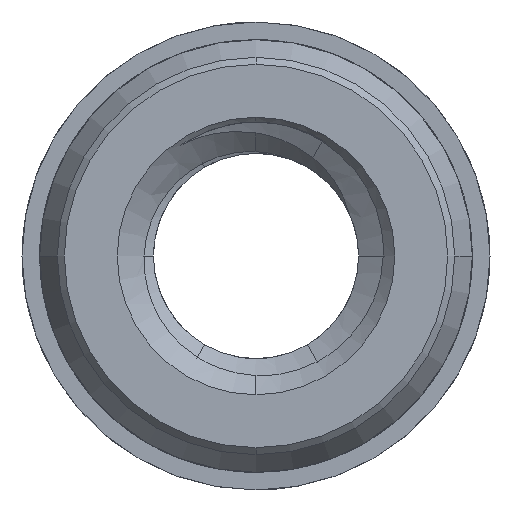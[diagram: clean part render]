
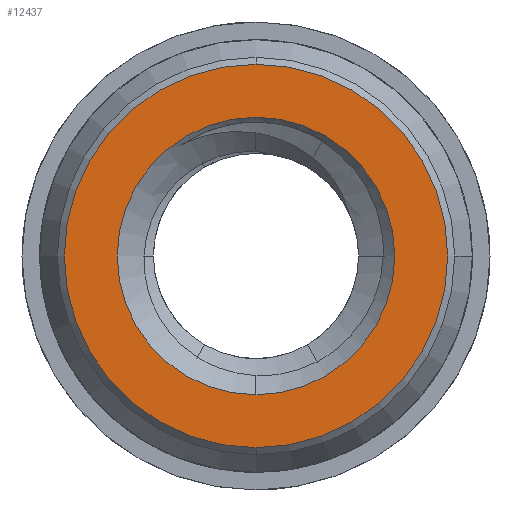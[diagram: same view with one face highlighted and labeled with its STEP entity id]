
A CAD part, front view. The second image highlights one B-rep face of the part: STEP entity #12437.
In plain terms, the highlighted planar face has unit normal (0, -1, 0).
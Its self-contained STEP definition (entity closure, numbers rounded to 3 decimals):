
#12008=CARTESIAN_POINT('Vertex',(0.,-5.6,1.79)) ;
#12011=CARTESIAN_POINT('Axis2P3D Location',(0.,-5.6,0.)) ;
#12015=CARTESIAN_POINT('Vertex',(0.,-5.6,-1.79)) ;
#12035=CARTESIAN_POINT('Axis2P3D Location',(0.,-5.6,0.)) ;
#12410=CARTESIAN_POINT('Axis2P3D Location',(0.,-5.6,0.)) ;
#12419=CARTESIAN_POINT('Axis2P3D Location',(0.,-5.6,0.)) ;
#12423=CARTESIAN_POINT('Vertex',(0.,-5.6,-1.295)) ;
#12425=CARTESIAN_POINT('Vertex',(0.,-5.6,1.295)) ;
#12428=CARTESIAN_POINT('Axis2P3D Location',(0.,-5.6,0.)) ;
#12012=DIRECTION('Axis2P3D Direction',(0.,1.,0.)) ;
#12036=DIRECTION('Axis2P3D Direction',(0.,1.,0.)) ;
#12411=DIRECTION('Axis2P3D Direction',(0.,1.,0.)) ;
#12412=DIRECTION('Axis2P3D XDirection',(0.,0.,1.)) ;
#12420=DIRECTION('Axis2P3D Direction',(0.,1.,0.)) ;
#12429=DIRECTION('Axis2P3D Direction',(0.,1.,0.)) ;
#12013=AXIS2_PLACEMENT_3D('Circle Axis2P3D',#12011,#12012,$) ;
#12037=AXIS2_PLACEMENT_3D('Circle Axis2P3D',#12035,#12036,$) ;
#12413=AXIS2_PLACEMENT_3D('Plane Axis2P3D',#12410,#12411,#12412) ;
#12421=AXIS2_PLACEMENT_3D('Circle Axis2P3D',#12419,#12420,$) ;
#12430=AXIS2_PLACEMENT_3D('Circle Axis2P3D',#12428,#12429,$) ;
#12416=ORIENTED_EDGE('',*,*,#12039,.F.) ;
#12417=ORIENTED_EDGE('',*,*,#12017,.F.) ;
#12434=ORIENTED_EDGE('',*,*,#12427,.T.) ;
#12435=ORIENTED_EDGE('',*,*,#12432,.T.) ;
#12436=FACE_BOUND('',#12433,.T.) ;
#12437=ADVANCED_FACE('NONE',(#12418,#12436),#12414,.F.) ;
#12014=CIRCLE('generated circle',#12013,1.79) ;
#12038=CIRCLE('generated circle',#12037,1.79) ;
#12422=CIRCLE('generated circle',#12421,1.295) ;
#12431=CIRCLE('generated circle',#12430,1.295) ;
#12017=EDGE_CURVE('',#12009,#12016,#12014,.T.) ;
#12039=EDGE_CURVE('',#12016,#12009,#12038,.T.) ;
#12427=EDGE_CURVE('',#12424,#12426,#12422,.T.) ;
#12432=EDGE_CURVE('',#12426,#12424,#12431,.T.) ;
#12415=EDGE_LOOP('',(#12416,#12417)) ;
#12433=EDGE_LOOP('',(#12434,#12435)) ;
#12418=FACE_OUTER_BOUND('',#12415,.T.) ;
#12414=PLANE('Plane',#12413) ;
#12009=VERTEX_POINT('',#12008) ;
#12016=VERTEX_POINT('',#12015) ;
#12424=VERTEX_POINT('',#12423) ;
#12426=VERTEX_POINT('',#12425) ;
